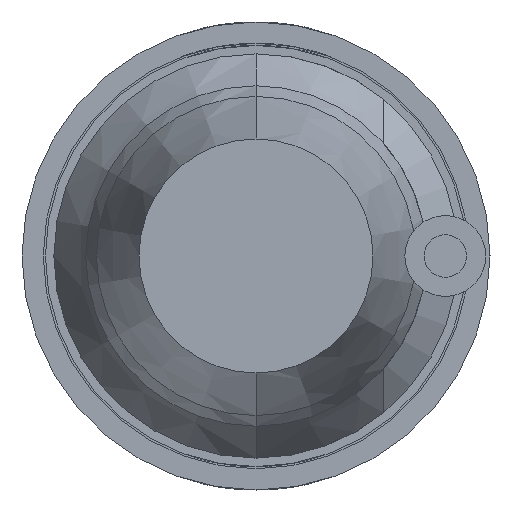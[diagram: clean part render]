
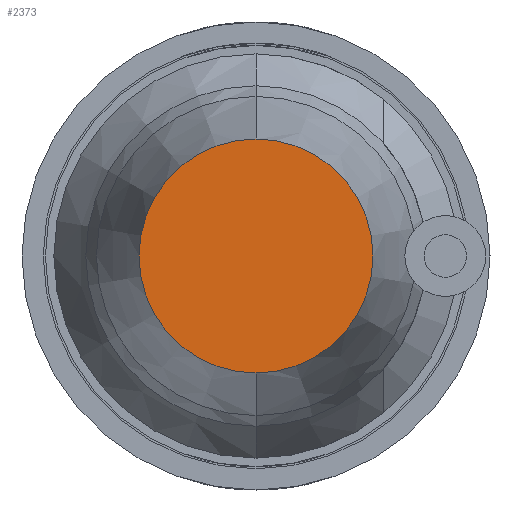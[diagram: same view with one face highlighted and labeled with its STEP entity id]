
A CAD part, front view. The second image highlights one B-rep face of the part: STEP entity #2373.
In plain terms, the highlighted planar face has unit normal (0, -1, 0).
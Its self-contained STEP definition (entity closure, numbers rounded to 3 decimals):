
#280 = ORIENTED_EDGE ( 'NONE', *, *, #4489, .F. ) ;
#1195 = CARTESIAN_POINT ( 'NONE',  ( 0., -39.2, 0. ) ) ;
#1559 = FACE_OUTER_BOUND ( 'NONE', #7529, .T. ) ;
#1628 = EDGE_CURVE ( 'Defeature ausgef�hrt1_39+Defeature ausgef�hrt1_40+Defeature ausgef�hrt1_40+Defeature ausgef�hrt1_40', #4443, #3506, #6960, .T. ) ;
#2173 = CIRCLE ( 'NONE', #3536, 0.55 ) ;
#2362 = DIRECTION ( 'NONE',  ( 0., 0., 1. ) ) ;
#2373 = ADVANCED_FACE ( 'Defeature ausgef�hrt1_40', ( #1559 ), #3950, .T. ) ;
#2634 = CARTESIAN_POINT ( 'NONE',  ( 0., -39.2, 0. ) ) ;
#2948 = ORIENTED_EDGE ( 'NONE', *, *, #1628, .F. ) ;
#3290 = CARTESIAN_POINT ( 'NONE',  ( 0., -39.2, 0.55 ) ) ;
#3476 = DIRECTION ( 'NONE',  ( 0., 0., -1. ) ) ;
#3506 = VERTEX_POINT ( 'NONE', #3290 ) ;
#3536 = AXIS2_PLACEMENT_3D ( 'NONE', #1195, #6403, #2362 ) ;
#3875 = AXIS2_PLACEMENT_3D ( 'NONE', #4587, #5790, #3476 ) ;
#3950 = PLANE ( 'NONE',  #3875 ) ;
#4443 = VERTEX_POINT ( 'NONE', #6822 ) ;
#4489 = EDGE_CURVE ( 'Defeature ausgef�hrt1_39+Defeature ausgef�hrt1_40+Defeature ausgef�hrt1_40+Defeature ausgef�hrt1_40', #3506, #4443, #2173, .T. ) ;
#4587 = CARTESIAN_POINT ( 'NONE',  ( -0.55, -39.2, 0. ) ) ;
#5759 = AXIS2_PLACEMENT_3D ( 'NONE', #2634, #7390, #6790 ) ;
#5790 = DIRECTION ( 'NONE',  ( 0., -1., 0. ) ) ;
#6403 = DIRECTION ( 'NONE',  ( 0., 1., 0. ) ) ;
#6790 = DIRECTION ( 'NONE',  ( 0., 0., 1. ) ) ;
#6822 = CARTESIAN_POINT ( 'NONE',  ( 0., -39.2, -0.55 ) ) ;
#6960 = CIRCLE ( 'NONE', #5759, 0.55 ) ;
#7390 = DIRECTION ( 'NONE',  ( 0., 1., 0. ) ) ;
#7529 = EDGE_LOOP ( 'NONE', ( #280, #2948 ) ) ;
